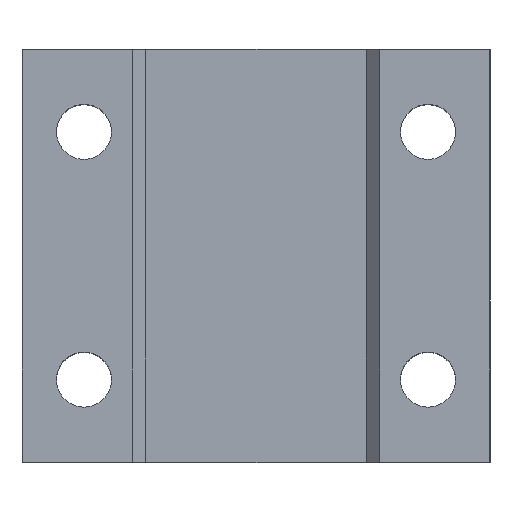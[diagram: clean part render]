
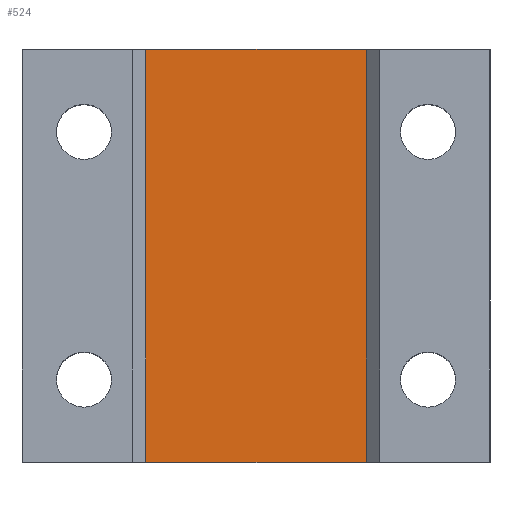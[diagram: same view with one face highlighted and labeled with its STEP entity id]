
A CAD part, top view. The second image highlights one B-rep face of the part: STEP entity #524.
In plain terms, the highlighted planar face has unit normal (0, 0, 1).
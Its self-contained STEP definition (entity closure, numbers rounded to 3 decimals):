
#43=PLANE('',#579);
#74=FACE_OUTER_BOUND('',#111,.T.);
#111=EDGE_LOOP('',(#455,#456,#457,#458));
#124=LINE('',#771,#179);
#168=LINE('',#858,#223);
#169=LINE('',#860,#224);
#170=LINE('',#861,#225);
#179=VECTOR('',#640,10.);
#223=VECTOR('',#712,10.);
#224=VECTOR('',#715,10.);
#225=VECTOR('',#716,10.);
#255=VERTEX_POINT('',#768);
#256=VERTEX_POINT('',#770);
#284=VERTEX_POINT('',#854);
#285=VERTEX_POINT('',#856);
#308=EDGE_CURVE('',#255,#256,#124,.T.);
#352=EDGE_CURVE('',#284,#285,#168,.T.);
#353=EDGE_CURVE('',#255,#284,#169,.T.);
#354=EDGE_CURVE('',#256,#285,#170,.T.);
#455=ORIENTED_EDGE('',*,*,#353,.T.);
#456=ORIENTED_EDGE('',*,*,#352,.T.);
#457=ORIENTED_EDGE('',*,*,#354,.F.);
#458=ORIENTED_EDGE('',*,*,#308,.F.);
#524=ADVANCED_FACE('',(#74),#43,.T.);
#579=AXIS2_PLACEMENT_3D('',#859,#713,#714);
#640=DIRECTION('',(0.,1.,0.));
#712=DIRECTION('',(0.,1.,0.));
#713=DIRECTION('center_axis',(0.,0.,1.));
#714=DIRECTION('ref_axis',(1.,0.,0.));
#715=DIRECTION('',(1.,0.,0.));
#716=DIRECTION('',(1.,0.,0.));
#768=CARTESIAN_POINT('',(-8.,0.,9.));
#770=CARTESIAN_POINT('',(-8.,30.,9.));
#771=CARTESIAN_POINT('',(-8.,0.,9.));
#854=CARTESIAN_POINT('',(8.,0.,9.));
#856=CARTESIAN_POINT('',(8.,30.,9.));
#858=CARTESIAN_POINT('',(8.,0.,9.));
#859=CARTESIAN_POINT('Origin',(-8.,0.,9.));
#860=CARTESIAN_POINT('',(0.,0.,9.));
#861=CARTESIAN_POINT('',(0.,30.,9.));
